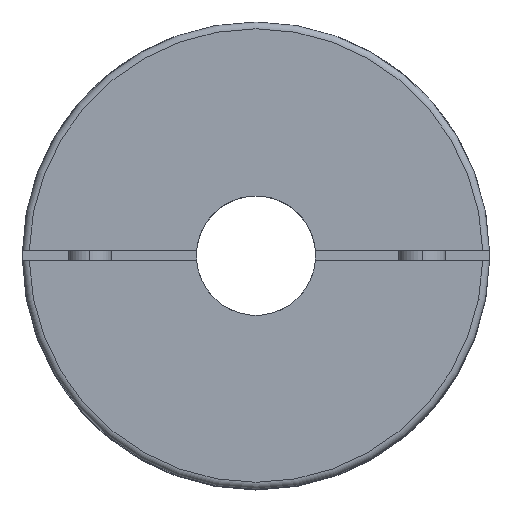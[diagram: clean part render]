
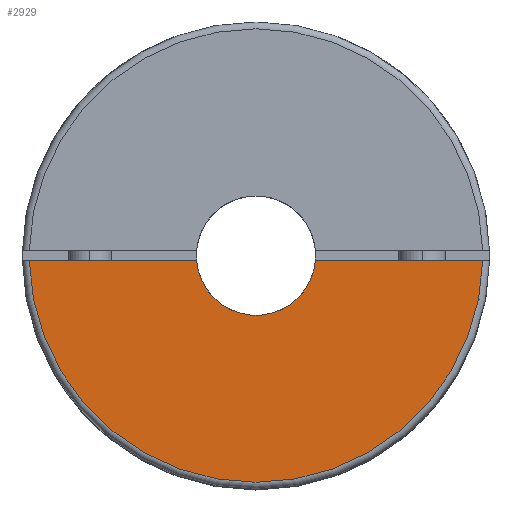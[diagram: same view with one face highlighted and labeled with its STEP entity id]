
A CAD part, top view. The second image highlights one B-rep face of the part: STEP entity #2929.
In plain terms, the highlighted planar face has unit normal (0, 0, 1).
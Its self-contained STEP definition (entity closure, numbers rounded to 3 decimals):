
#159 = CIRCLE ( 'NONE', #3152, 7. ) ;
#270 = CARTESIAN_POINT ( 'NONE',  ( 6.974, -0.6, 0. ) ) ;
#646 = VECTOR ( 'NONE', #3354, 1000. ) ;
#696 = CARTESIAN_POINT ( 'NONE',  ( 0., 0., 0. ) ) ;
#1009 = VERTEX_POINT ( 'NONE', #3627 ) ;
#1057 = LINE ( 'NONE', #3995, #5254 ) ;
#1142 = CARTESIAN_POINT ( 'NONE',  ( 0., 26.6, 0. ) ) ;
#1570 = ORIENTED_EDGE ( 'NONE', *, *, #4358, .F. ) ;
#1725 = LINE ( 'NONE', #3902, #646 ) ;
#2242 = VERTEX_POINT ( 'NONE', #270 ) ;
#2340 = DIRECTION ( 'NONE',  ( 0., 0., -1. ) ) ;
#2422 = EDGE_LOOP ( 'NONE', ( #4659, #5564, #1570, #2793 ) ) ;
#2469 = CIRCLE ( 'NONE', #5290, 26.6 ) ;
#2518 = DIRECTION ( 'NONE',  ( 0., 0., 1. ) ) ;
#2657 = EDGE_CURVE ( 'NONE', #2242, #1009, #159, .T. ) ;
#2777 = DIRECTION ( 'NONE',  ( 1., 0., 0. ) ) ;
#2793 = ORIENTED_EDGE ( 'NONE', *, *, #2657, .T. ) ;
#2929 = ADVANCED_FACE ( 'NONE', ( #3311 ), #4652, .T. ) ;
#3152 = AXIS2_PLACEMENT_3D ( 'NONE', #696, #2340, #3650 ) ;
#3311 = FACE_OUTER_BOUND ( 'NONE', #2422, .T. ) ;
#3354 = DIRECTION ( 'NONE',  ( 1., 0., 0. ) ) ;
#3376 = VERTEX_POINT ( 'NONE', #3471 ) ;
#3401 = CARTESIAN_POINT ( 'NONE',  ( 26.593, -0.6, 0. ) ) ;
#3471 = CARTESIAN_POINT ( 'NONE',  ( -26.593, -0.6, 0. ) ) ;
#3627 = CARTESIAN_POINT ( 'NONE',  ( -6.974, -0.6, 0. ) ) ;
#3650 = DIRECTION ( 'NONE',  ( -1., 0., 0. ) ) ;
#3777 = VERTEX_POINT ( 'NONE', #3401 ) ;
#3902 = CARTESIAN_POINT ( 'NONE',  ( -27.4, -0.6, 0. ) ) ;
#3995 = CARTESIAN_POINT ( 'NONE',  ( -27.4, -0.6, 0. ) ) ;
#4041 = AXIS2_PLACEMENT_3D ( 'NONE', #1142, #2518, #5048 ) ;
#4358 = EDGE_CURVE ( 'NONE', #2242, #3777, #1725, .T. ) ;
#4652 = PLANE ( 'NONE',  #4041 ) ;
#4659 = ORIENTED_EDGE ( 'NONE', *, *, #4953, .F. ) ;
#4927 = CARTESIAN_POINT ( 'NONE',  ( 0., 0., 0. ) ) ;
#4953 = EDGE_CURVE ( 'NONE', #3376, #1009, #1057, .T. ) ;
#4955 = DIRECTION ( 'NONE',  ( 0., 0., -1. ) ) ;
#5048 = DIRECTION ( 'NONE',  ( 1., 0., 0. ) ) ;
#5254 = VECTOR ( 'NONE', #2777, 1000. ) ;
#5290 = AXIS2_PLACEMENT_3D ( 'NONE', #4927, #4955, #5380 ) ;
#5380 = DIRECTION ( 'NONE',  ( -1., 0., 0. ) ) ;
#5440 = EDGE_CURVE ( 'NONE', #3777, #3376, #2469, .T. ) ;
#5564 = ORIENTED_EDGE ( 'NONE', *, *, #5440, .F. ) ;
